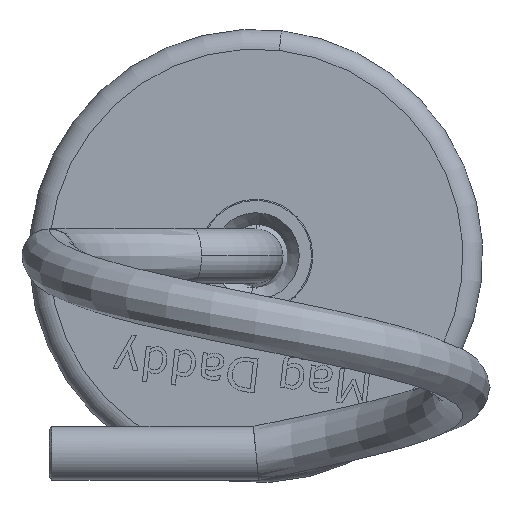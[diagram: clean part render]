
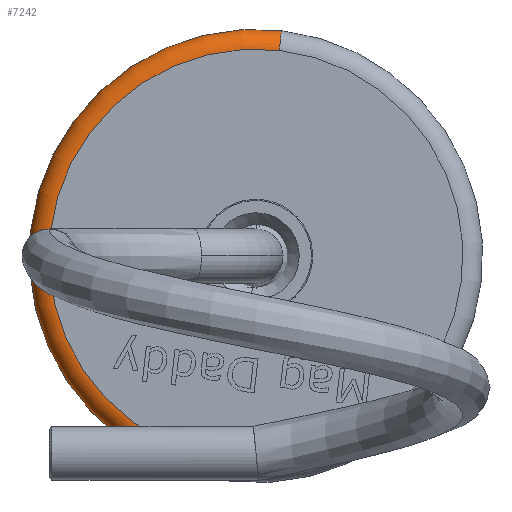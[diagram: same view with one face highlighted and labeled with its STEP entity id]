
A CAD part, front view. The second image highlights one B-rep face of the part: STEP entity #7242.
In plain terms, the highlighted toroidal (fillet/blend) face has major radius 18.25 mm and minor radius 1.75 mm.
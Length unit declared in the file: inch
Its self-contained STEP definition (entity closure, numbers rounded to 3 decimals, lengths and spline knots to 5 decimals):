
#558 = DIRECTION ( 'NONE',  ( 0., 0., 1. ) ) ;
#815 = CARTESIAN_POINT ( 'NONE',  ( 0., 0.0689, -0.7185 ) ) ;
#856 = DIRECTION ( 'NONE',  ( 0., 0., 1. ) ) ;
#1428 = CARTESIAN_POINT ( 'NONE',  ( 0., 0.0689, 0.7874 ) ) ;
#1624 = CARTESIAN_POINT ( 'NONE',  ( 0., 0., 0. ) ) ;
#2509 = AXIS2_PLACEMENT_3D ( 'NONE', #8945, #2972, #856 ) ;
#2849 = AXIS2_PLACEMENT_3D ( 'NONE', #14565, #2890, #7507 ) ;
#2890 = DIRECTION ( 'NONE',  ( 0., 1., 0. ) ) ;
#2972 = DIRECTION ( 'NONE',  ( 0., 1., 0. ) ) ;
#3705 = ORIENTED_EDGE ( 'NONE', *, *, #9082, .T. ) ;
#4426 = CIRCLE ( 'NONE', #7094, 0.7185 ) ;
#5286 = CARTESIAN_POINT ( 'NONE',  ( 0., 0., -0.7185 ) ) ;
#5418 = EDGE_CURVE ( 'NONE', #6672, #9372, #13146, .T. ) ;
#6081 = AXIS2_PLACEMENT_3D ( 'NONE', #815, #8757, #9810 ) ;
#6316 = CIRCLE ( 'NONE', #6081, 0.0689 ) ;
#6672 = VERTEX_POINT ( 'NONE', #7719 ) ;
#7094 = AXIS2_PLACEMENT_3D ( 'NONE', #1624, #10930, #8660 ) ;
#7242 = ADVANCED_FACE ( 'NONE', ( #8869 ), #10944, .T. ) ;
#7507 = DIRECTION ( 'NONE',  ( 0., 0., 1. ) ) ;
#7719 = CARTESIAN_POINT ( 'NONE',  ( 0., 0., 0.7185 ) ) ;
#7856 = ORIENTED_EDGE ( 'NONE', *, *, #5418, .T. ) ;
#8305 = AXIS2_PLACEMENT_3D ( 'NONE', #8651, #13277, #558 ) ;
#8651 = CARTESIAN_POINT ( 'NONE',  ( 0., 0.0689, 0.7185 ) ) ;
#8660 = DIRECTION ( 'NONE',  ( 0., 0., 1. ) ) ;
#8757 = DIRECTION ( 'NONE',  ( 1., 0., 0. ) ) ;
#8869 = FACE_OUTER_BOUND ( 'NONE', #9027, .T. ) ;
#8945 = CARTESIAN_POINT ( 'NONE',  ( 0., 0.0689, 0. ) ) ;
#9027 = EDGE_LOOP ( 'NONE', ( #14245, #3705, #7856, #12118 ) ) ;
#9082 = EDGE_CURVE ( 'NONE', #11183, #6672, #4426, .T. ) ;
#9372 = VERTEX_POINT ( 'NONE', #1428 ) ;
#9810 = DIRECTION ( 'NONE',  ( 0., 0., -1. ) ) ;
#10667 = EDGE_CURVE ( 'NONE', #11183, #13592, #6316, .T. ) ;
#10930 = DIRECTION ( 'NONE',  ( 0., 1., 0. ) ) ;
#10944 = TOROIDAL_SURFACE ( 'NONE', #2509, 0.7185, 0.0689 ) ;
#11183 = VERTEX_POINT ( 'NONE', #5286 ) ;
#11769 = CARTESIAN_POINT ( 'NONE',  ( 0., 0.0689, -0.7874 ) ) ;
#12118 = ORIENTED_EDGE ( 'NONE', *, *, #14305, .F. ) ;
#13146 = CIRCLE ( 'NONE', #8305, 0.0689 ) ;
#13277 = DIRECTION ( 'NONE',  ( -1., 0., 0. ) ) ;
#13592 = VERTEX_POINT ( 'NONE', #11769 ) ;
#14245 = ORIENTED_EDGE ( 'NONE', *, *, #10667, .F. ) ;
#14305 = EDGE_CURVE ( 'NONE', #13592, #9372, #14707, .T. ) ;
#14565 = CARTESIAN_POINT ( 'NONE',  ( 0., 0.0689, 0. ) ) ;
#14707 = CIRCLE ( 'NONE', #2849, 0.7874 ) ;
